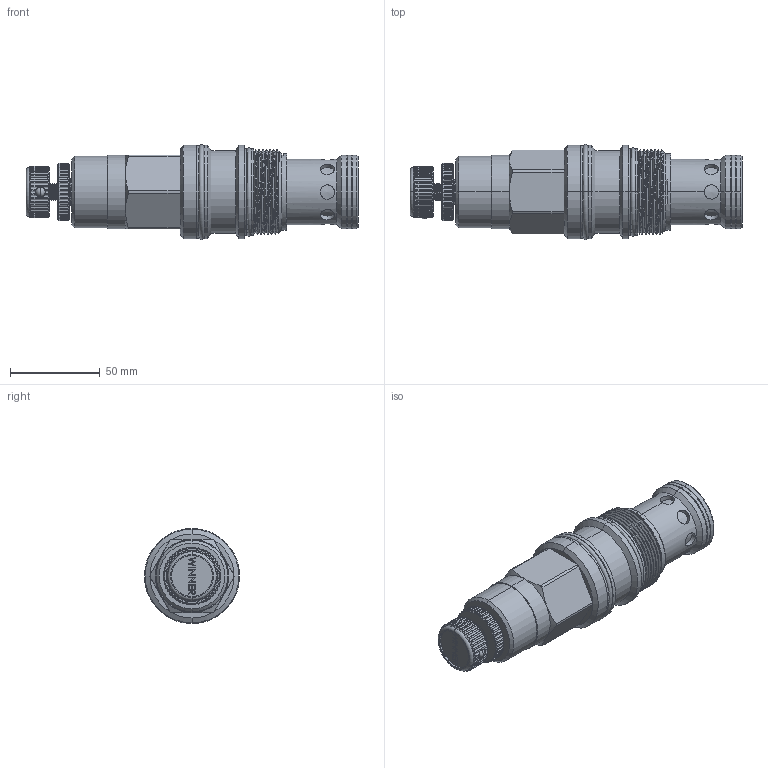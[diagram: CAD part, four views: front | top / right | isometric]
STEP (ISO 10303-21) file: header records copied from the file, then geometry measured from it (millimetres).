
FILE_DESCRIPTION (( 'STEP AP203' ), '1' );
FILE_NAME ('RT19A3G-K.STEP', '2024-06-17T02:31:43', ( '' ), ( '' ), 'SwSTEP 2.0', 'SolidWorks 2018', '' );
FILE_SCHEMA (( 'CONFIG_CONTROL_DESIGN' ));
Products named in the file (1): RT19A3G-K
Bounding box: 185.45 x 53.1 x 53.1 mm (x, y, z)
Volume: 248647 mm3; surface area: 36100.2 mm2
Topology: 1 solids, 2 shells, 621 faces, 1674 edges, 1081 vertices
Faces by surface type: cylinder 341, plane 136, cone 99, bspline 23, torus 18, sphere 4
Entity records: 37393 total; most frequent: CARTESIAN_POINT 22785, ORIENTED_EDGE 3320, DIRECTION 2671, EDGE_CURVE 1660, VERTEX_POINT 1081, AXIS2_PLACEMENT_3D 1005, EDGE_LOOP 665, VECTOR 661
